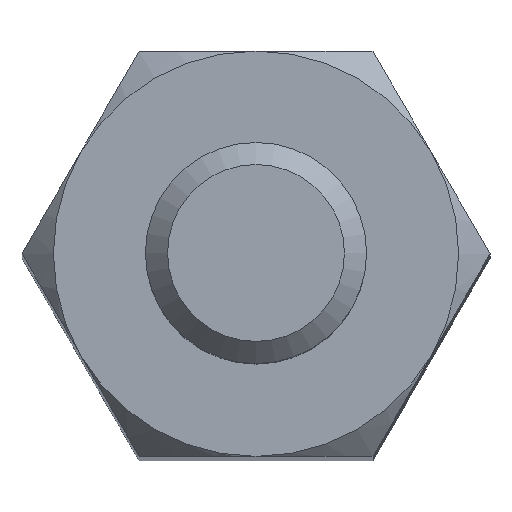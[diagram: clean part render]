
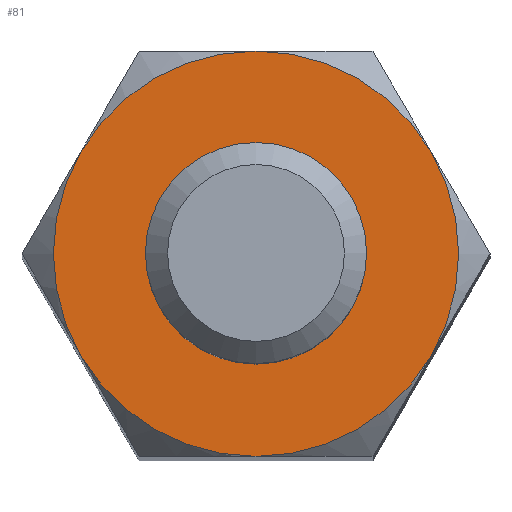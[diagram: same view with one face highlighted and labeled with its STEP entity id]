
A CAD part, top view. The second image highlights one B-rep face of the part: STEP entity #81.
In plain terms, the highlighted planar face has unit normal (0, 0, 1).
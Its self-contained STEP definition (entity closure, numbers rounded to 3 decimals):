
#81 = ADVANCED_FACE( '', ( #180, #181 ), #182, .F. );
#180 = FACE_BOUND( '', #292, .T. );
#181 = FACE_OUTER_BOUND( '', #293, .T. );
#182 = PLANE( '', #294 );
#292 = EDGE_LOOP( '', ( #441 ) );
#293 = EDGE_LOOP( '', ( #442, #443, #444, #445, #446, #447 ) );
#294 = AXIS2_PLACEMENT_3D( '', #448, #449, #450 );
#441 = ORIENTED_EDGE( '', *, *, #627, .T. );
#442 = ORIENTED_EDGE( '', *, *, #588, .T. );
#443 = ORIENTED_EDGE( '', *, *, #595, .T. );
#444 = ORIENTED_EDGE( '', *, *, #602, .T. );
#445 = ORIENTED_EDGE( '', *, *, #628, .T. );
#446 = ORIENTED_EDGE( '', *, *, #624, .T. );
#447 = ORIENTED_EDGE( '', *, *, #629, .T. );
#448 = CARTESIAN_POINT( '', ( 0., 0., 0. ) );
#449 = DIRECTION( '', ( 0., 0., -1. ) );
#450 = DIRECTION( '', ( -1., 0., 0. ) );
#588 = EDGE_CURVE( '', #673, #676, #678, .F. );
#595 = EDGE_CURVE( '', #676, #687, #689, .F. );
#602 = EDGE_CURVE( '', #687, #698, #700, .F. );
#624 = EDGE_CURVE( '', #735, #733, #736, .F. );
#627 = EDGE_CURVE( '', #739, #739, #740, .T. );
#628 = EDGE_CURVE( '', #698, #735, #741, .F. );
#629 = EDGE_CURVE( '', #733, #673, #742, .T. );
#673 = VERTEX_POINT( '', #792 );
#676 = VERTEX_POINT( '', #800 );
#678 = CIRCLE( '', #809, 2.75 );
#687 = VERTEX_POINT( '', #823 );
#689 = CIRCLE( '', #832, 2.75 );
#698 = VERTEX_POINT( '', #848 );
#700 = CIRCLE( '', #857, 2.75 );
#733 = VERTEX_POINT( '', #914 );
#735 = VERTEX_POINT( '', #923 );
#736 = CIRCLE( '', #924, 2.75 );
#739 = VERTEX_POINT( '', #932 );
#740 = CIRCLE( '', #933, 1.3 );
#741 = CIRCLE( '', #934, 2.75 );
#742 = CIRCLE( '', #935, 2.75 );
#792 = CARTESIAN_POINT( '', ( -2.382, 1.375, 0. ) );
#800 = CARTESIAN_POINT( '', ( -2.382, -1.375, 0. ) );
#809 = AXIS2_PLACEMENT_3D( '', #1069, #1070, #1071 );
#823 = CARTESIAN_POINT( '', ( 0., -2.75, 0. ) );
#832 = AXIS2_PLACEMENT_3D( '', #1078, #1079, #1080 );
#848 = CARTESIAN_POINT( '', ( 2.382, -1.375, 0. ) );
#857 = AXIS2_PLACEMENT_3D( '', #1087, #1088, #1089 );
#914 = CARTESIAN_POINT( '', ( 0., 2.75, 0. ) );
#923 = CARTESIAN_POINT( '', ( 2.382, 1.375, 0. ) );
#924 = AXIS2_PLACEMENT_3D( '', #1117, #1118, #1119 );
#932 = CARTESIAN_POINT( '', ( -1.3, 0., 0. ) );
#933 = AXIS2_PLACEMENT_3D( '', #1120, #1121, #1122 );
#934 = AXIS2_PLACEMENT_3D( '', #1123, #1124, #1125 );
#935 = AXIS2_PLACEMENT_3D( '', #1126, #1127, #1128 );
#1069 = CARTESIAN_POINT( '', ( 0., 0., 0. ) );
#1070 = DIRECTION( '', ( 0., 0., -1. ) );
#1071 = DIRECTION( '', ( -1., 0., 0. ) );
#1078 = CARTESIAN_POINT( '', ( 0., 0., 0. ) );
#1079 = DIRECTION( '', ( 0., 0., -1. ) );
#1080 = DIRECTION( '', ( -1., 0., 0. ) );
#1087 = CARTESIAN_POINT( '', ( 0., 0., 0. ) );
#1088 = DIRECTION( '', ( 0., 0., -1. ) );
#1089 = DIRECTION( '', ( -1., 0., 0. ) );
#1117 = CARTESIAN_POINT( '', ( 0., 0., 0. ) );
#1118 = DIRECTION( '', ( 0., 0., -1. ) );
#1119 = DIRECTION( '', ( -1., 0., 0. ) );
#1120 = CARTESIAN_POINT( '', ( 0., 0., 0. ) );
#1121 = DIRECTION( '', ( 0., 0., -1. ) );
#1122 = DIRECTION( '', ( -1., 0., 0. ) );
#1123 = CARTESIAN_POINT( '', ( 0., 0., 0. ) );
#1124 = DIRECTION( '', ( 0., 0., -1. ) );
#1125 = DIRECTION( '', ( -1., 0., 0. ) );
#1126 = CARTESIAN_POINT( '', ( 0., 0., 0. ) );
#1127 = DIRECTION( '', ( 0., 0., 1. ) );
#1128 = DIRECTION( '', ( 1., 0., 0. ) );
